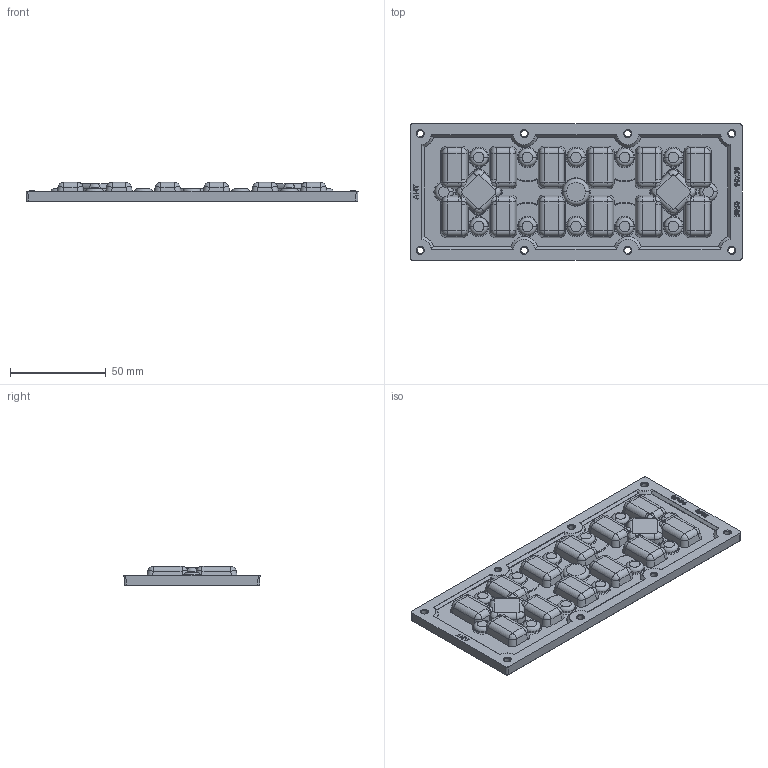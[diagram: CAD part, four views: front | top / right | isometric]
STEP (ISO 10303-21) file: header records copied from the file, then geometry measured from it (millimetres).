
FILE_DESCRIPTION (( 'STEP AP214' ), '1' );
FILE_NAME ('Ã×-ÀÌÒ-ÍÂ-173x70-5050(12)-30x90 Ãàáàðèòíàÿ ìîäåëü.STEP', '2023-01-12T12:48:20', ( '' ), ( '' ), 'SwSTEP 2.0', 'SolidWorks 2019', '' );
FILE_SCHEMA (( 'AUTOMOTIVE_DESIGN' ));
Products named in the file (1): Ã×-ÀÌÒ-ÍÂ-173x70-5050(12)-30x90 Ãàáàðèòíàÿ ìîäåëü
Bounding box: 173.38 x 71.08 x 10 mm (x, y, z)
Volume: 47581.7 mm3; surface area: 36944.9 mm2
Topology: 1 solids, 49 shells, 3081 faces, 7621 edges, 4602 vertices
Faces by surface type: bspline 1252, plane 731, cylinder 400, torus 355, cone 275, sphere 68
Entity records: 142222 total; most frequent: CARTESIAN_POINT 80946, ORIENTED_EDGE 14922, DIRECTION 9527, EDGE_CURVE 7461, VERTEX_POINT 4602, AXIS2_PLACEMENT_3D 3814, B_SPLINE_CURVE_WITH_KNOTS 3336, EDGE_LOOP 3221
